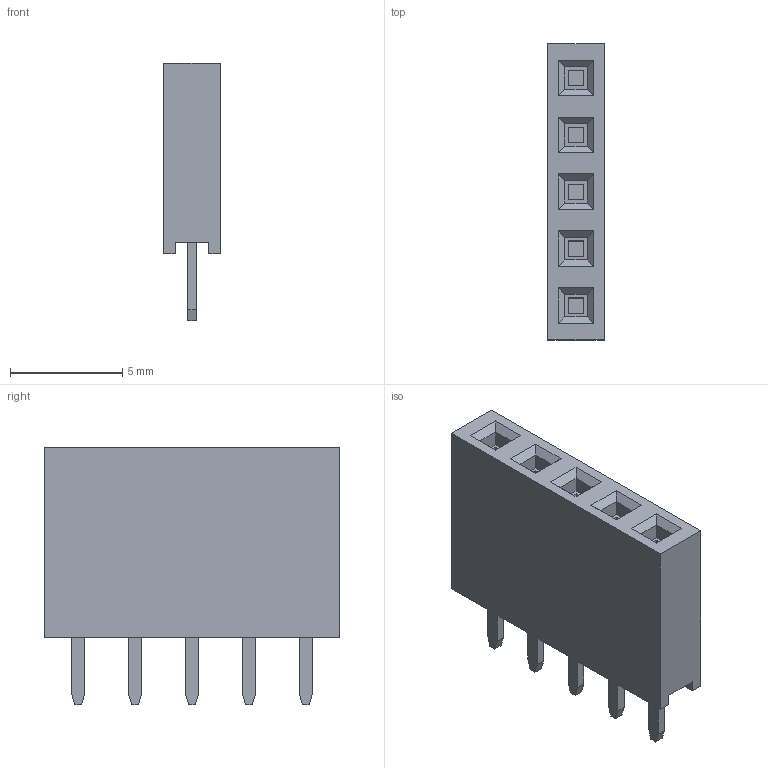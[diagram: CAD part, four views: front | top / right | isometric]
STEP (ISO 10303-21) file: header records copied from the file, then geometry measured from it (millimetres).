
FILE_DESCRIPTION(/* description */ (''),/* implementation_level */ '2;1');
FILE_NAME(/* name */ '5-Pin Header - Female Tall - 2.54mm v2.step',/* time_stamp */ '2024-04-21T17:41:16+02:00',/* author */ (''),/* organization */ (''),/* preprocessor_version */ 'ST-DEVELOPER v20',/* originating_system */ 'Autodesk Translation Framework v12.20.1.177',/* authorisation */ '');
FILE_SCHEMA (('AUTOMOTIVE_DESIGN { 1 0 10303 214 3 1 1 }'));
Length unit declared in the file: millimetre
Products named in the file (1): 5-Pin Header - Female Tall - 2.54mm
Bounding box: 2.54 x 13.2 x 11.5 mm (x, y, z)
Volume: 254.3 mm3; surface area: 703.2 mm2
Topology: 1 solids, 1 shells, 155 faces, 394 edges, 256 vertices
Faces by surface type: plane 155
Entity records: 4660 total; most frequent: CARTESIAN_POINT 806, ORIENTED_EDGE 788, DIRECTION 706, LINE 394, VECTOR 394, EDGE_CURVE 394, VERTEX_POINT 256, EDGE_LOOP 170
